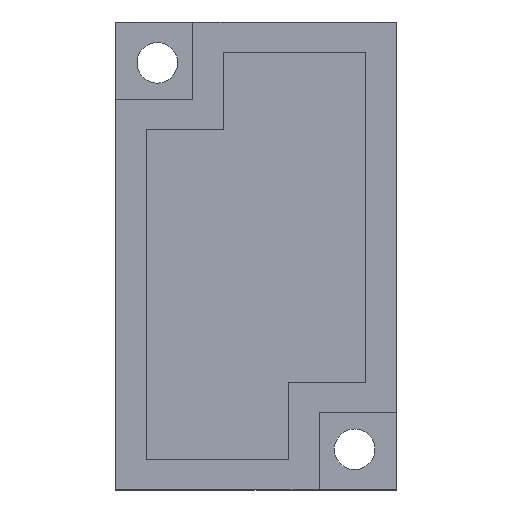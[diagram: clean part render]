
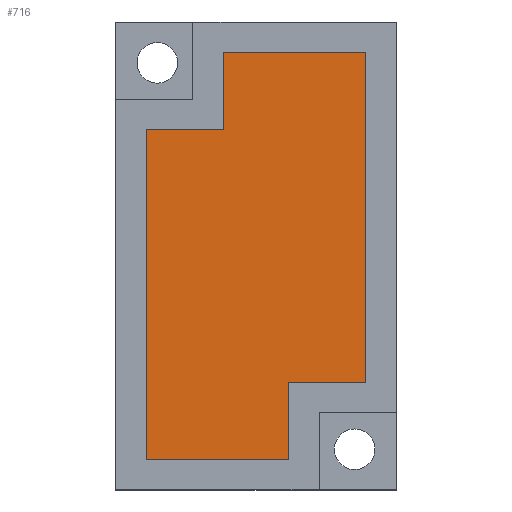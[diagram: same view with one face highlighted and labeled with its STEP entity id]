
A CAD part, top view. The second image highlights one B-rep face of the part: STEP entity #716.
In plain terms, the highlighted planar face has unit normal (0, 0, 1).
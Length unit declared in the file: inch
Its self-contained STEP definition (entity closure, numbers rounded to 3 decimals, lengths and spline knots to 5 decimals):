
#225=DIRECTION('',(0.,-1.,0.));
#226=VECTOR('',#225,0.6378);
#227=CARTESIAN_POINT('',(-0.2126,0.24409,
0.18307));
#228=LINE('',#227,#226);
#229=DIRECTION('',(-1.,0.,0.));
#230=VECTOR('',#229,0.14961);
#231=CARTESIAN_POINT('',(-0.06299,0.24409,
0.18307));
#232=LINE('',#231,#230);
#233=DIRECTION('',(0.,-1.,0.));
#234=VECTOR('',#233,0.14961);
#235=CARTESIAN_POINT('',(-0.06299,0.3937,
0.18307));
#236=LINE('',#235,#234);
#237=DIRECTION('',(-1.,0.,0.));
#238=VECTOR('',#237,0.27559);
#239=CARTESIAN_POINT('',(0.2126,0.3937,
0.18307));
#240=LINE('',#239,#238);
#241=DIRECTION('',(0.,1.,0.));
#242=VECTOR('',#241,0.6378);
#243=CARTESIAN_POINT('',(0.2126,-0.24409,
0.18307));
#244=LINE('',#243,#242);
#245=DIRECTION('',(1.,0.,0.));
#246=VECTOR('',#245,0.14961);
#247=CARTESIAN_POINT('',(0.06299,-0.24409,
0.18307));
#248=LINE('',#247,#246);
#249=DIRECTION('',(0.,1.,0.));
#250=VECTOR('',#249,0.14961);
#251=CARTESIAN_POINT('',(0.06299,-0.3937,
0.18307));
#252=LINE('',#251,#250);
#253=DIRECTION('',(1.,0.,0.));
#254=VECTOR('',#253,0.27559);
#255=CARTESIAN_POINT('',(-0.2126,-0.3937,
0.18307));
#256=LINE('',#255,#254);
#329=CARTESIAN_POINT('',(-0.2126,0.24409,
0.18307));
#330=CARTESIAN_POINT('',(-0.2126,-0.3937,
0.18307));
#331=VERTEX_POINT('',#329);
#332=VERTEX_POINT('',#330);
#333=CARTESIAN_POINT('',(0.06299,-0.3937,
0.18307));
#334=VERTEX_POINT('',#333);
#335=CARTESIAN_POINT('',(0.06299,-0.24409,
0.18307));
#336=VERTEX_POINT('',#335);
#337=CARTESIAN_POINT('',(0.2126,-0.24409,
0.18307));
#338=VERTEX_POINT('',#337);
#339=CARTESIAN_POINT('',(0.2126,0.3937,
0.18307));
#340=VERTEX_POINT('',#339);
#341=CARTESIAN_POINT('',(-0.06299,0.3937,
0.18307));
#342=VERTEX_POINT('',#341);
#343=CARTESIAN_POINT('',(-0.06299,0.24409,
0.18307));
#344=VERTEX_POINT('',#343);
#701=CARTESIAN_POINT('',(0.,0.,0.18307));
#702=DIRECTION('',(0.,0.,1.));
#703=DIRECTION('',(1.,0.,0.));
#704=AXIS2_PLACEMENT_3D('',#701,#702,#703);
#705=PLANE('',#704);
#706=ORIENTED_EDGE('',*,*,#597,.F.);
#707=ORIENTED_EDGE('',*,*,#612,.F.);
#708=ORIENTED_EDGE('',*,*,#626,.F.);
#709=ORIENTED_EDGE('',*,*,#640,.F.);
#710=ORIENTED_EDGE('',*,*,#654,.F.);
#711=ORIENTED_EDGE('',*,*,#668,.F.);
#712=ORIENTED_EDGE('',*,*,#682,.F.);
#713=ORIENTED_EDGE('',*,*,#695,.F.);
#714=EDGE_LOOP('',(#706,#707,#708,#709,#710,#711,#712,#713));
#715=FACE_OUTER_BOUND('',#714,.F.);
#716=ADVANCED_FACE('',(#715),#705,.T.);
#597=EDGE_CURVE('',#331,#332,#228,.T.);
#612=EDGE_CURVE('',#344,#331,#232,.T.);
#626=EDGE_CURVE('',#342,#344,#236,.T.);
#640=EDGE_CURVE('',#340,#342,#240,.T.);
#654=EDGE_CURVE('',#338,#340,#244,.T.);
#668=EDGE_CURVE('',#336,#338,#248,.T.);
#682=EDGE_CURVE('',#334,#336,#252,.T.);
#695=EDGE_CURVE('',#332,#334,#256,.T.);
